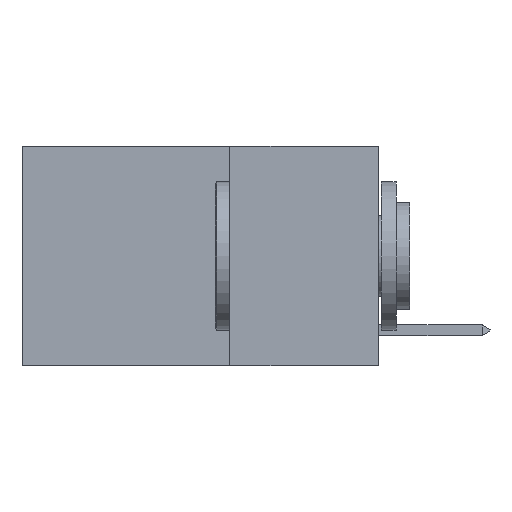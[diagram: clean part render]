
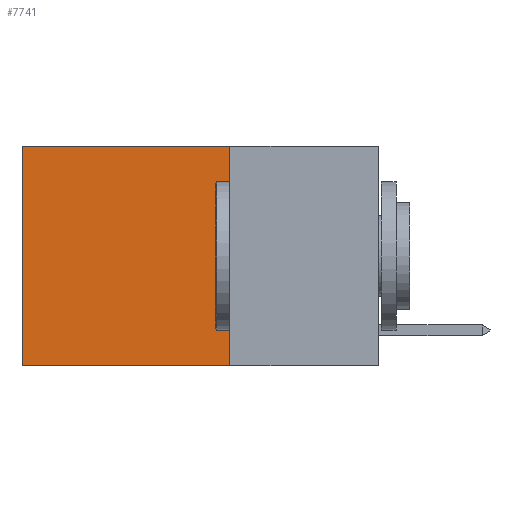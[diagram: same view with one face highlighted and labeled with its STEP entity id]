
A CAD part, left-side view. The second image highlights one B-rep face of the part: STEP entity #7741.
In plain terms, the highlighted planar face has unit normal (-1, 0, 0).
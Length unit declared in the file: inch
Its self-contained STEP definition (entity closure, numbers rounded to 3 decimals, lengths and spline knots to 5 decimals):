
#2323 = VECTOR ( 'NONE', #3392, 39.37008 ) ;
#2823 = DIRECTION ( 'NONE',  ( 0., 1., 0. ) ) ;
#2839 = EDGE_CURVE ( 'NONE', #9598, #10374, #17772, .T. ) ;
#3392 = DIRECTION ( 'NONE',  ( 0., 0., -1. ) ) ;
#4391 = EDGE_CURVE ( 'NONE', #17106, #20852, #17383, .T. ) ;
#5587 = CARTESIAN_POINT ( 'NONE',  ( 0.2625, 0.6, -0.37 ) ) ;
#5690 = EDGE_LOOP ( 'NONE', ( #23508, #15274, #16433, #13757 ) ) ;
#5843 = EDGE_CURVE ( 'NONE', #10374, #20852, #10992, .T. ) ;
#6032 = CARTESIAN_POINT ( 'NONE',  ( 0.2625, 0.6, 0. ) ) ;
#6148 = CARTESIAN_POINT ( 'NONE',  ( 0.2625, 0.6, 0. ) ) ;
#7343 = DIRECTION ( 'NONE',  ( 0., 1., 0. ) ) ;
#7515 = PLANE ( 'NONE',  #15302 ) ;
#7741 = ADVANCED_FACE ( 'NONE', ( #7855 ), #7515, .F. ) ;
#7855 = FACE_OUTER_BOUND ( 'NONE', #5690, .T. ) ;
#8314 = LINE ( 'NONE', #10761, #17986 ) ;
#9598 = VERTEX_POINT ( 'NONE', #15590 ) ;
#10374 = VERTEX_POINT ( 'NONE', #17700 ) ;
#10761 = CARTESIAN_POINT ( 'NONE',  ( 0.2625, 0.25, 0. ) ) ;
#10992 = LINE ( 'NONE', #15186, #15546 ) ;
#11430 = DIRECTION ( 'NONE',  ( 0., 0., -1. ) ) ;
#12004 = DIRECTION ( 'NONE',  ( 0., 0., -1. ) ) ;
#13757 = ORIENTED_EDGE ( 'NONE', *, *, #17209, .T. ) ;
#15186 = CARTESIAN_POINT ( 'NONE',  ( 0.2625, 0.25, -0.37 ) ) ;
#15274 = ORIENTED_EDGE ( 'NONE', *, *, #5843, .F. ) ;
#15302 = AXIS2_PLACEMENT_3D ( 'NONE', #20952, #22837, #11430 ) ;
#15546 = VECTOR ( 'NONE', #7343, 39.37008 ) ;
#15590 = CARTESIAN_POINT ( 'NONE',  ( 0.2625, 0.25, 0. ) ) ;
#16433 = ORIENTED_EDGE ( 'NONE', *, *, #2839, .F. ) ;
#17106 = VERTEX_POINT ( 'NONE', #6032 ) ;
#17209 = EDGE_CURVE ( 'NONE', #9598, #17106, #8314, .T. ) ;
#17383 = LINE ( 'NONE', #6148, #21818 ) ;
#17700 = CARTESIAN_POINT ( 'NONE',  ( 0.2625, 0.25, -0.37 ) ) ;
#17772 = LINE ( 'NONE', #18852, #2323 ) ;
#17986 = VECTOR ( 'NONE', #2823, 39.37008 ) ;
#18852 = CARTESIAN_POINT ( 'NONE',  ( 0.2625, 0.25, 0. ) ) ;
#20852 = VERTEX_POINT ( 'NONE', #5587 ) ;
#20952 = CARTESIAN_POINT ( 'NONE',  ( 0.2625, 0.25, 0. ) ) ;
#21818 = VECTOR ( 'NONE', #12004, 39.37008 ) ;
#22837 = DIRECTION ( 'NONE',  ( 1., 0., 0. ) ) ;
#23508 = ORIENTED_EDGE ( 'NONE', *, *, #4391, .T. ) ;
